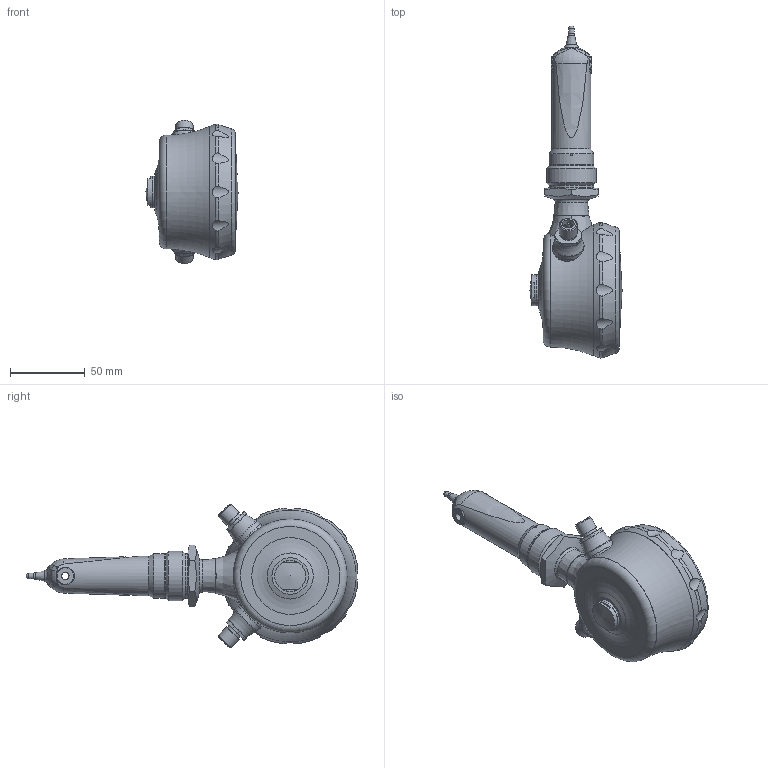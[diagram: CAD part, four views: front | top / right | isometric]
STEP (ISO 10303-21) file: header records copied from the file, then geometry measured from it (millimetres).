
FILE_DESCRIPTION(/* description */ ('Unknown'),/* implementation_level */ '2;1');
FILE_NAME(/* name */ 'AFI4-5630.####.#2##',/* time_stamp */ '2023-09-19T07:54:12+02:00',/* author */ ('Unknown'),/* organization */ ('Baumer'),/* preprocessor_version */ 'ST-DEVELOPER v16.7',/* originating_system */ 'Solid Edge',/* authorisation */ 'Unknown');
FILE_SCHEMA (('AUTOMOTIVE_DESIGN {1 0 10303 214 3 1 1}'));
Length unit declared in the file: millimetre
Products named in the file (1): Part3
Bounding box: 61.8 x 222.74 x 96.24 mm (x, y, z)
Volume: 120163.7 mm3; surface area: 82990.7 mm2
Topology: 1 solids, 13 shells, 642 faces, 1611 edges, 1020 vertices
Faces by surface type: cylinder 184, plane 182, cone 98, bspline 88, torus 84, sphere 6
Full cylindrical faces by diameter (mm): 1.25 x1, 1.64 x8, 2 x4, 3 x1, 3.459 x4, 5 x1, 7.709 x2, 8.87 x1, 9.5 x1, 10.5 x2, 11 x2, 11.741 x2, 12 x3, 13 x1, 13.8 x2, 14 x1, 14.5 x2, 15.85 x2, 15.9 x2, 16 x10, 17.7 x1, 18.9 x1, 19.7 x1, 20.8 x3, 21 x1, 23.5 x1, 23.6 x2, 23.8 x1, 24 x1, 24.2 x1
Entity records: 26056 total; most frequent: CARTESIAN_POINT 8424, ORIENTED_EDGE 2640, DIRECTION 2502, EDGE_CURVE 1320, AXIS2_PLACEMENT_3D 1129, VERTEX_POINT 925, FACE_BOUND 909, EDGE_LOOP 897
